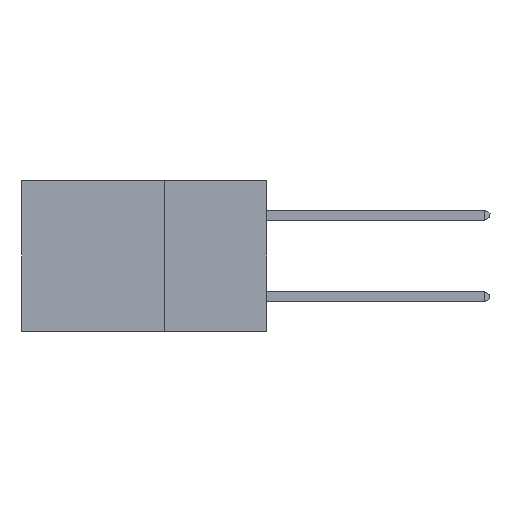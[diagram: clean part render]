
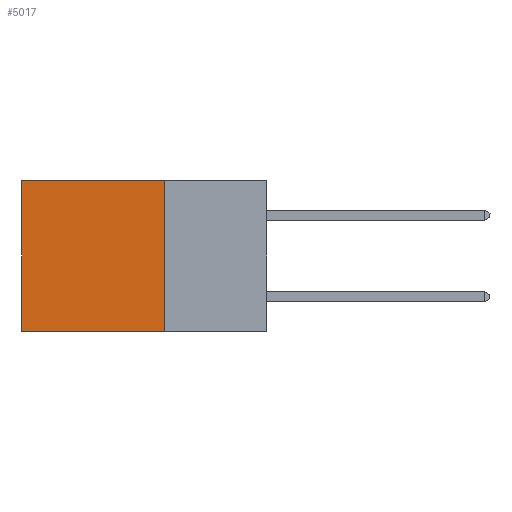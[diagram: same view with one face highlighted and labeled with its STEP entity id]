
A CAD part, left-side view. The second image highlights one B-rep face of the part: STEP entity #5017.
In plain terms, the highlighted planar face has unit normal (-1, 0, 0).
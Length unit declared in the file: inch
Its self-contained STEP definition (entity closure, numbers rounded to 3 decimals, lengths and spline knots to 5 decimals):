
#122 = LINE ( 'NONE', #17734, #4306 ) ;
#724 = PLANE ( 'NONE',  #9047 ) ;
#2334 = DIRECTION ( 'NONE',  ( 1., 0., 0. ) ) ;
#3188 = VERTEX_POINT ( 'NONE', #4761 ) ;
#3624 = CARTESIAN_POINT ( 'NONE',  ( 0.2875, 0.6, 0. ) ) ;
#4195 = ORIENTED_EDGE ( 'NONE', *, *, #13295, .F. ) ;
#4306 = VECTOR ( 'NONE', #7063, 39.37008 ) ;
#4761 = CARTESIAN_POINT ( 'NONE',  ( 0.2875, 0.25, -0.37 ) ) ;
#4992 = VECTOR ( 'NONE', #5203, 39.37008 ) ;
#5017 = ADVANCED_FACE ( 'NONE', ( #19260 ), #724, .F. ) ;
#5203 = DIRECTION ( 'NONE',  ( 0., 0., -1. ) ) ;
#5369 = VECTOR ( 'NONE', #18497, 39.37008 ) ;
#6365 = DIRECTION ( 'NONE',  ( 0., 0., -1. ) ) ;
#7063 = DIRECTION ( 'NONE',  ( 0., 1., 0. ) ) ;
#7138 = ORIENTED_EDGE ( 'NONE', *, *, #10445, .T. ) ;
#7838 = CARTESIAN_POINT ( 'NONE',  ( 0.2875, 0.25, 0. ) ) ;
#7870 = CARTESIAN_POINT ( 'NONE',  ( 0.2875, 0.25, 0. ) ) ;
#7991 = EDGE_CURVE ( 'NONE', #19095, #3188, #18262, .T. ) ;
#9017 = ORIENTED_EDGE ( 'NONE', *, *, #14381, .T. ) ;
#9047 = AXIS2_PLACEMENT_3D ( 'NONE', #11591, #2334, #13136 ) ;
#10183 = VECTOR ( 'NONE', #6365, 39.37008 ) ;
#10445 = EDGE_CURVE ( 'NONE', #19095, #18882, #14540, .T. ) ;
#10867 = CARTESIAN_POINT ( 'NONE',  ( 0.2875, 0.25, 0. ) ) ;
#11591 = CARTESIAN_POINT ( 'NONE',  ( 0.2875, 0.25, 0. ) ) ;
#13136 = DIRECTION ( 'NONE',  ( 0., 0., -1. ) ) ;
#13181 = LINE ( 'NONE', #3624, #4992 ) ;
#13295 = EDGE_CURVE ( 'NONE', #3188, #16894, #122, .T. ) ;
#14381 = EDGE_CURVE ( 'NONE', #18882, #16894, #13181, .T. ) ;
#14540 = LINE ( 'NONE', #7838, #5369 ) ;
#14805 = ORIENTED_EDGE ( 'NONE', *, *, #7991, .F. ) ;
#16388 = CARTESIAN_POINT ( 'NONE',  ( 0.2875, 0.6, 0. ) ) ;
#16558 = CARTESIAN_POINT ( 'NONE',  ( 0.2875, 0.6, -0.37 ) ) ;
#16894 = VERTEX_POINT ( 'NONE', #16558 ) ;
#17199 = EDGE_LOOP ( 'NONE', ( #9017, #4195, #14805, #7138 ) ) ;
#17734 = CARTESIAN_POINT ( 'NONE',  ( 0.2875, 0.25, -0.37 ) ) ;
#18262 = LINE ( 'NONE', #7870, #10183 ) ;
#18497 = DIRECTION ( 'NONE',  ( 0., 1., 0. ) ) ;
#18882 = VERTEX_POINT ( 'NONE', #16388 ) ;
#19095 = VERTEX_POINT ( 'NONE', #10867 ) ;
#19260 = FACE_OUTER_BOUND ( 'NONE', #17199, .T. ) ;
